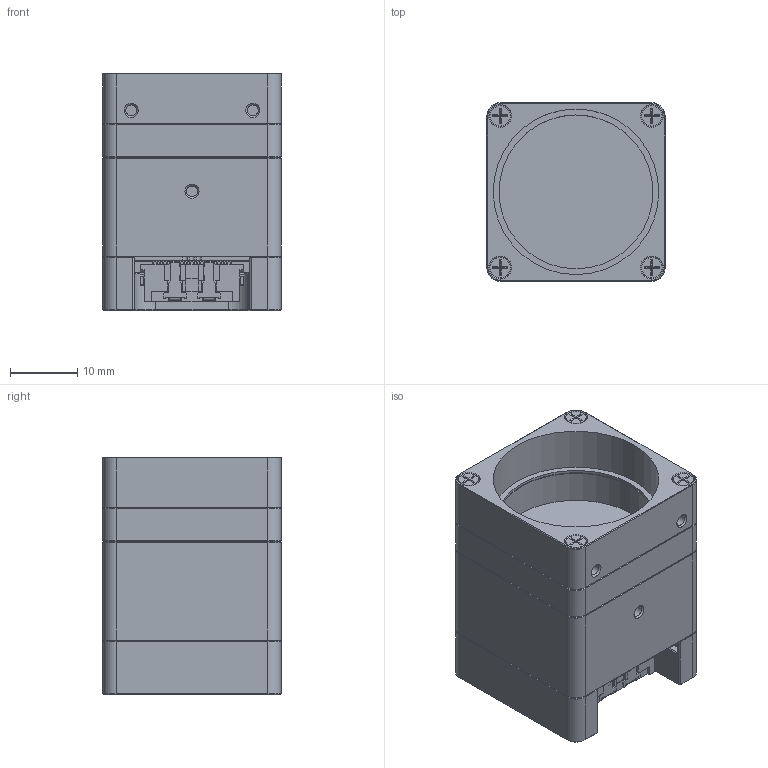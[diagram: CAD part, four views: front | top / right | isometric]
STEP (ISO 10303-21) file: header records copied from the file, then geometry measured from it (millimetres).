
FILE_DESCRIPTION(/* description */ ('step model'),/* implementation_level */ '2;1');
FILE_NAME(/* name */ 'MX022xG-CM-X2G2-FV.stp',/* time_stamp */ '2017-08-17T09:54:35+02:00',/* author */ ('Spano'),/* organization */ ('Ximea'),/* preprocessor_version */ 'ST-DEVELOPER v16',/* originating_system */ 'SIEMENS PLM Software NX 11.0',/* authorisation */ '');
FILE_SCHEMA (('AUTOMOTIVE_DESIGN { 1 0 10303 214 3 1 1 1 }'));
Products named in the file (17): CMV2000_Glass; CMV2000_Package; FLT-BK7(IR650)-AR2X-D25; SROB-M1.6x3-SLOT-STNLS; MECH-MT022-CM-GASKET; MECH-MT-MID-022; SROB-M2x14-CUST; MECH-MQ-CS-C; MECH-MQ-FRONT; SROB-M2x10-CUST ; MECH-LIGHTPIPE-1.63x4.14; MT-PR-MAIN-PCA-PCIE-FV-LIGHTWEIGHT; MECH-MT-PR-REAR-PCIE; MT022-CM-SENSOR-PCA_MODEL; 00-MT022xCM-FRONT-SUBASSM; 00-MT-PR-REAR-PCIE-SUBASSM-FV; 00-ASSEMBLY-MX
Assembly tree (26 placements, depth 4):
  00-ASSEMBLY-MX
    00-MT-PR-REAR-PCIE-SUBASSM-FV
      MECH-MT-PR-REAR-PCIE
      MT-PR-MAIN-PCA-PCIE-FV-LIGHTWEIGHT
      MECH-LIGHTPIPE-1.63x4.14  x4
      SROB-M2x10-CUST   x4
    00-MT022xCM-FRONT-SUBASSM
      MECH-MQ-FRONT
      MECH-MQ-CS-C
      SROB-M2x14-CUST  x4
      MECH-MT-MID-022
      MECH-MT022-CM-GASKET
      SROB-M1.6x3-SLOT-STNLS  x2
      FLT-BK7(IR650)-AR2X-D25
      MT022-CM-SENSOR-PCA_MODEL
        CMV2000_Package
        CMV2000_Glass
Bounding box: 26.4 x 26.4 x 35.2 mm (x, y, z)
Volume: 11216.4 mm3; surface area: 18522.3 mm2
Topology: 126 solids, 126 shells, 2996 faces, 7750 edges, 4972 vertices
Faces by surface type: plane 2020, cylinder 691, cone 180, torus 103, extrusion 2
Full cylindrical faces by diameter (mm): 0.3 x95, 0.5 x2, 0.76 x97, 0.9 x4, 1.4 x2, 1.6 x18, 1.8 x4, 1.85 x2, 1.9 x8, 2 x12, 2.1 x4, 3 x10, 3.2 x4, 3.35 x4, 22.8 x3, 24.541 x1, 25 x1, 25.1 x1
Entity records: 87388 total; most frequent: CARTESIAN_POINT 14316, DIRECTION 13939, ORIENTED_EDGE 13672, EDGE_CURVE 6836, VECTOR 5225, LINE 5223, VERTEX_POINT 4574, AXIS2_PLACEMENT_3D 4357
